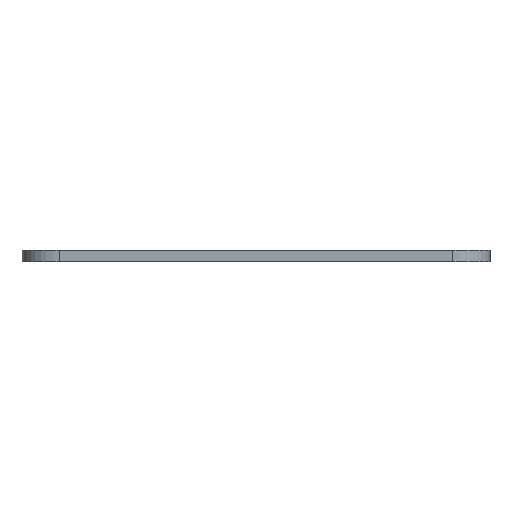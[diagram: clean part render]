
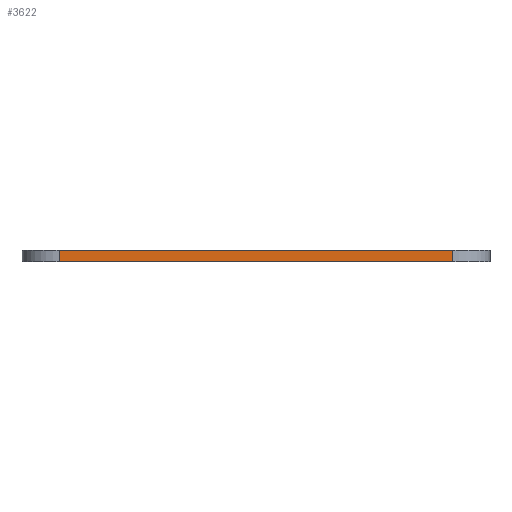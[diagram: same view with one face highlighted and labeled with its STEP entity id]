
A CAD part, front view. The second image highlights one B-rep face of the part: STEP entity #3622.
In plain terms, the highlighted planar face has unit normal (0, -1, 0).
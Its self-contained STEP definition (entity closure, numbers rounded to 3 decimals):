
#563=FACE_OUTER_BOUND('',#771,.T.);
#771=EDGE_LOOP('',(#3168,#3169,#3170,#3171));
#1031=LINE('',#6976,#1323);
#1049=LINE('',#7055,#1341);
#1050=LINE('',#7058,#1342);
#1051=LINE('',#7059,#1343);
#1323=VECTOR('',#4111,10.);
#1341=VECTOR('',#4175,10.);
#1342=VECTOR('',#4178,10.);
#1343=VECTOR('',#4179,10.);
#1681=VERTEX_POINT('',#6954);
#1691=VERTEX_POINT('',#6974);
#1728=VERTEX_POINT('',#7051);
#1730=VERTEX_POINT('',#7057);
#2189=EDGE_CURVE('',#1691,#1681,#1031,.T.);
#2228=EDGE_CURVE('',#1681,#1728,#1049,.T.);
#2229=EDGE_CURVE('',#1730,#1691,#1050,.T.);
#2230=EDGE_CURVE('',#1728,#1730,#1051,.T.);
#3168=ORIENTED_EDGE('',*,*,#2228,.F.);
#3169=ORIENTED_EDGE('',*,*,#2189,.F.);
#3170=ORIENTED_EDGE('',*,*,#2229,.F.);
#3171=ORIENTED_EDGE('',*,*,#2230,.F.);
#3453=PLANE('',#3750);
#3622=ADVANCED_FACE('',(#563),#3453,.T.);
#3750=AXIS2_PLACEMENT_3D('',#7056,#4176,#4177);
#4111=DIRECTION('',(-1.,0.,0.));
#4175=DIRECTION('',(0.,0.,1.));
#4176=DIRECTION('center_axis',(0.,-1.,0.));
#4177=DIRECTION('ref_axis',(1.,0.,0.));
#4178=DIRECTION('',(0.,0.,-1.));
#4179=DIRECTION('',(1.,0.,0.));
#6954=CARTESIAN_POINT('',(-6.896,-69.046,0.));
#6974=CARTESIAN_POINT('',(45.966,-69.046,0.));
#6976=CARTESIAN_POINT('',(50.966,-69.046,0.));
#7051=CARTESIAN_POINT('',(-6.896,-69.046,1.5));
#7055=CARTESIAN_POINT('',(-6.896,-69.046,0.));
#7056=CARTESIAN_POINT('Origin',(-11.896,-69.046,0.));
#7057=CARTESIAN_POINT('',(45.966,-69.046,1.5));
#7058=CARTESIAN_POINT('',(45.966,-69.046,0.));
#7059=CARTESIAN_POINT('',(50.966,-69.046,1.5));
